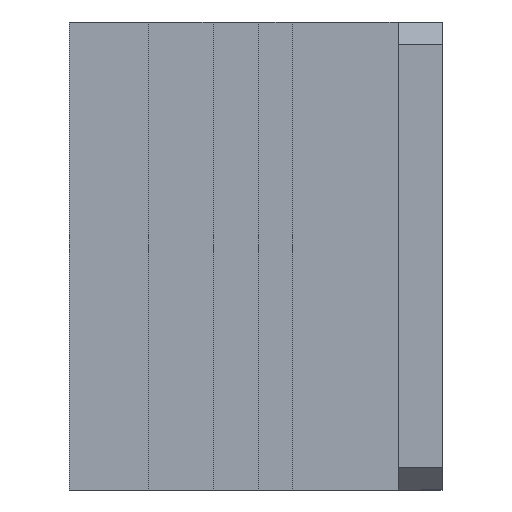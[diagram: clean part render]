
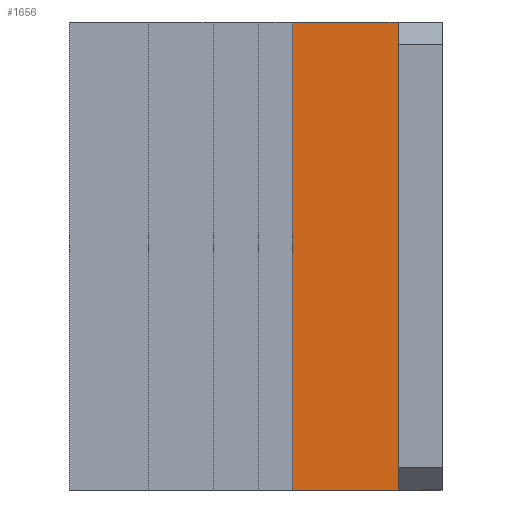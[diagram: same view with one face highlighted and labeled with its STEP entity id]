
A CAD part, left-side view. The second image highlights one B-rep face of the part: STEP entity #1656.
In plain terms, the highlighted planar face has unit normal (-1, 0, 0).
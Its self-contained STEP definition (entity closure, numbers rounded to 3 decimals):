
#126 = PLANE('',#127);
#127 = AXIS2_PLACEMENT_3D('',#128,#129,#130);
#128 = CARTESIAN_POINT('',(-37.198,-280.573,42.));
#129 = DIRECTION('',(0.,0.,1.));
#130 = DIRECTION('',(1.,0.,-0.));
#541 = PLANE('',#542);
#542 = AXIS2_PLACEMENT_3D('',#543,#544,#545);
#543 = CARTESIAN_POINT('',(-37.198,-280.573,
    0.));
#544 = DIRECTION('',(0.,0.,-1.));
#545 = DIRECTION('',(0.,-1.,0.));
#1656 = ADVANCED_FACE('',(#1657),#1671,.F.);
#1657 = FACE_BOUND('',#1658,.F.);
#1658 = EDGE_LOOP('',(#1659,#1689,#1717,#1740));
#1659 = ORIENTED_EDGE('',*,*,#1660,.F.);
#1660 = EDGE_CURVE('',#1661,#1663,#1665,.T.);
#1661 = VERTEX_POINT('',#1662);
#1662 = CARTESIAN_POINT('',(-48.,-276.5,0.));
#1663 = VERTEX_POINT('',#1664);
#1664 = CARTESIAN_POINT('',(-48.,-286.,0.));
#1665 = SURFACE_CURVE('',#1666,(#1670,#1682),.PCURVE_S1.);
#1666 = LINE('',#1667,#1668);
#1667 = CARTESIAN_POINT('',(-48.,-276.5,0.));
#1668 = VECTOR('',#1669,1.);
#1669 = DIRECTION('',(0.,-1.,0.));
#1670 = PCURVE('',#1671,#1676);
#1671 = PLANE('',#1672);
#1672 = AXIS2_PLACEMENT_3D('',#1673,#1674,#1675);
#1673 = CARTESIAN_POINT('',(-48.,-276.5,0.));
#1674 = DIRECTION('',(1.,0.,0.));
#1675 = DIRECTION('',(0.,-1.,0.));
#1676 = DEFINITIONAL_REPRESENTATION('',(#1677),#1681);
#1677 = LINE('',#1678,#1679);
#1678 = CARTESIAN_POINT('',(0.,0.));
#1679 = VECTOR('',#1680,1.);
#1680 = DIRECTION('',(1.,0.));
#1681 = ( GEOMETRIC_REPRESENTATION_CONTEXT(2) 
PARAMETRIC_REPRESENTATION_CONTEXT() REPRESENTATION_CONTEXT('2D SPACE',''
  ) );
#1682 = PCURVE('',#541,#1683);
#1683 = DEFINITIONAL_REPRESENTATION('',(#1684),#1688);
#1684 = LINE('',#1685,#1686);
#1685 = CARTESIAN_POINT('',(-4.073,10.802));
#1686 = VECTOR('',#1687,1.);
#1687 = DIRECTION('',(1.,0.));
#1688 = ( GEOMETRIC_REPRESENTATION_CONTEXT(2) 
PARAMETRIC_REPRESENTATION_CONTEXT() REPRESENTATION_CONTEXT('2D SPACE',''
  ) );
#1689 = ORIENTED_EDGE('',*,*,#1690,.T.);
#1690 = EDGE_CURVE('',#1661,#1691,#1693,.T.);
#1691 = VERTEX_POINT('',#1692);
#1692 = CARTESIAN_POINT('',(-48.,-276.5,42.));
#1693 = SURFACE_CURVE('',#1694,(#1698,#1705),.PCURVE_S1.);
#1694 = LINE('',#1695,#1696);
#1695 = CARTESIAN_POINT('',(-48.,-276.5,0.));
#1696 = VECTOR('',#1697,1.);
#1697 = DIRECTION('',(0.,0.,1.));
#1698 = PCURVE('',#1671,#1699);
#1699 = DEFINITIONAL_REPRESENTATION('',(#1700),#1704);
#1700 = LINE('',#1701,#1702);
#1701 = CARTESIAN_POINT('',(0.,0.));
#1702 = VECTOR('',#1703,1.);
#1703 = DIRECTION('',(0.,-1.));
#1704 = ( GEOMETRIC_REPRESENTATION_CONTEXT(2) 
PARAMETRIC_REPRESENTATION_CONTEXT() REPRESENTATION_CONTEXT('2D SPACE',''
  ) );
#1705 = PCURVE('',#1706,#1711);
#1706 = PLANE('',#1707);
#1707 = AXIS2_PLACEMENT_3D('',#1708,#1709,#1710);
#1708 = CARTESIAN_POINT('',(-40.9,-276.5,0.));
#1709 = DIRECTION('',(0.,-1.,0.));
#1710 = DIRECTION('',(-1.,0.,0.));
#1711 = DEFINITIONAL_REPRESENTATION('',(#1712),#1716);
#1712 = LINE('',#1713,#1714);
#1713 = CARTESIAN_POINT('',(7.1,0.));
#1714 = VECTOR('',#1715,1.);
#1715 = DIRECTION('',(0.,-1.));
#1716 = ( GEOMETRIC_REPRESENTATION_CONTEXT(2) 
PARAMETRIC_REPRESENTATION_CONTEXT() REPRESENTATION_CONTEXT('2D SPACE',''
  ) );
#1717 = ORIENTED_EDGE('',*,*,#1718,.T.);
#1718 = EDGE_CURVE('',#1691,#1719,#1721,.T.);
#1719 = VERTEX_POINT('',#1720);
#1720 = CARTESIAN_POINT('',(-48.,-286.,42.));
#1721 = SURFACE_CURVE('',#1722,(#1726,#1733),.PCURVE_S1.);
#1722 = LINE('',#1723,#1724);
#1723 = CARTESIAN_POINT('',(-48.,-276.5,42.));
#1724 = VECTOR('',#1725,1.);
#1725 = DIRECTION('',(0.,-1.,0.));
#1726 = PCURVE('',#1671,#1727);
#1727 = DEFINITIONAL_REPRESENTATION('',(#1728),#1732);
#1728 = LINE('',#1729,#1730);
#1729 = CARTESIAN_POINT('',(0.,-42.));
#1730 = VECTOR('',#1731,1.);
#1731 = DIRECTION('',(1.,0.));
#1732 = ( GEOMETRIC_REPRESENTATION_CONTEXT(2) 
PARAMETRIC_REPRESENTATION_CONTEXT() REPRESENTATION_CONTEXT('2D SPACE',''
  ) );
#1733 = PCURVE('',#126,#1734);
#1734 = DEFINITIONAL_REPRESENTATION('',(#1735),#1739);
#1735 = LINE('',#1736,#1737);
#1736 = CARTESIAN_POINT('',(-10.802,4.073));
#1737 = VECTOR('',#1738,1.);
#1738 = DIRECTION('',(0.,-1.));
#1739 = ( GEOMETRIC_REPRESENTATION_CONTEXT(2) 
PARAMETRIC_REPRESENTATION_CONTEXT() REPRESENTATION_CONTEXT('2D SPACE',''
  ) );
#1740 = ORIENTED_EDGE('',*,*,#1741,.F.);
#1741 = EDGE_CURVE('',#1663,#1719,#1742,.T.);
#1742 = SURFACE_CURVE('',#1743,(#1747,#1754),.PCURVE_S1.);
#1743 = LINE('',#1744,#1745);
#1744 = CARTESIAN_POINT('',(-48.,-286.,0.));
#1745 = VECTOR('',#1746,1.);
#1746 = DIRECTION('',(0.,0.,1.));
#1747 = PCURVE('',#1671,#1748);
#1748 = DEFINITIONAL_REPRESENTATION('',(#1749),#1753);
#1749 = LINE('',#1750,#1751);
#1750 = CARTESIAN_POINT('',(9.5,0.));
#1751 = VECTOR('',#1752,1.);
#1752 = DIRECTION('',(0.,-1.));
#1753 = ( GEOMETRIC_REPRESENTATION_CONTEXT(2) 
PARAMETRIC_REPRESENTATION_CONTEXT() REPRESENTATION_CONTEXT('2D SPACE',''
  ) );
#1754 = PCURVE('',#1755,#1760);
#1755 = PLANE('',#1756);
#1756 = AXIS2_PLACEMENT_3D('',#1757,#1758,#1759);
#1757 = CARTESIAN_POINT('',(-69.935,-286.,21.));
#1758 = DIRECTION('',(0.,1.,0.));
#1759 = DIRECTION('',(0.,0.,-1.));
#1760 = DEFINITIONAL_REPRESENTATION('',(#1761),#1765);
#1761 = LINE('',#1762,#1763);
#1762 = CARTESIAN_POINT('',(21.,-21.935));
#1763 = VECTOR('',#1764,1.);
#1764 = DIRECTION('',(-1.,0.));
#1765 = ( GEOMETRIC_REPRESENTATION_CONTEXT(2) 
PARAMETRIC_REPRESENTATION_CONTEXT() REPRESENTATION_CONTEXT('2D SPACE',''
  ) );
